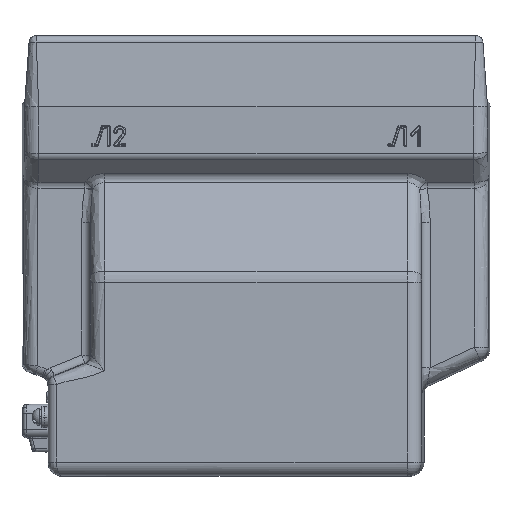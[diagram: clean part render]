
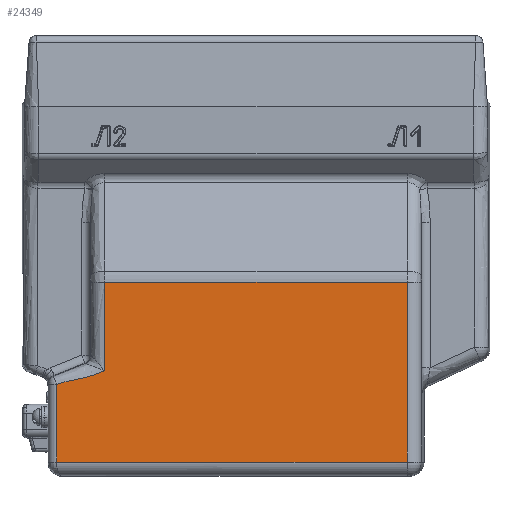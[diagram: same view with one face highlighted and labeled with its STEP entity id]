
A CAD part, top view. The second image highlights one B-rep face of the part: STEP entity #24349.
In plain terms, the highlighted planar face has unit normal (0, 0, 1).
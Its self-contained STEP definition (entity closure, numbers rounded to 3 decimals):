
#10678 = CARTESIAN_POINT ( 'NONE',  ( 23., 8., 74. ) ) ;
#10683 = PLANE ( 'NONE',  #40994 ) ;
#10686 = DIRECTION ( 'NONE',  ( 0., 0., 1. ) ) ;
#10687 = DIRECTION ( 'NONE',  ( 1., 0., 0. ) ) ;
#12855 = ORIENTED_EDGE ( 'NONE', *, *, #27579, .T. ) ;
#12856 = ORIENTED_EDGE ( 'NONE', *, *, #27598, .T. ) ;
#12857 = ORIENTED_EDGE ( 'NONE', *, *, #27595, .T. ) ;
#12858 = ORIENTED_EDGE ( 'NONE', *, *, #27584, .T. ) ;
#12859 = ORIENTED_EDGE ( 'NONE', *, *, #27607, .T. ) ;
#12860 = ORIENTED_EDGE ( 'NONE', *, *, #27600, .T. ) ;
#14494 = VERTEX_POINT ( 'NONE', #37608 ) ;
#14495 = VERTEX_POINT ( 'NONE', #37610 ) ;
#14501 = VERTEX_POINT ( 'NONE', #37622 ) ;
#14502 = VERTEX_POINT ( 'NONE', #37624 ) ;
#14503 = VERTEX_POINT ( 'NONE', #37626 ) ;
#14504 = VERTEX_POINT ( 'NONE', #37628 ) ;
#22639 = LINE ( 'NONE', #33755, #22647 ) ;
#22647 = VECTOR ( 'NONE', #33756, 1000. ) ;
#22651 = LINE ( 'NONE', #33785, #22653 ) ;
#22653 = VECTOR ( 'NONE', #33786, 1000. ) ;
#22662 = VECTOR ( 'NONE', #35568, 1000. ) ;
#22664 = LINE ( 'NONE', #35566, #22662 ) ;
#22667 = VECTOR ( 'NONE', #35653, 1000. ) ;
#22669 = LINE ( 'NONE', #35619, #22667 ) ;
#24349 = ADVANCED_FACE ( 'NONE', ( #46600 ), #10683, .T. ) ;
#27579 = EDGE_CURVE ( 'NONE', #14502, #14503, #22639, .T. ) ;
#27584 = EDGE_CURVE ( 'NONE', #14501, #14494, #22651, .T. ) ;
#27595 = EDGE_CURVE ( 'NONE', #14504, #14501, #34898, .T. ) ;
#27598 = EDGE_CURVE ( 'NONE', #14503, #14504, #34903, .T. ) ;
#27600 = EDGE_CURVE ( 'NONE', #14495, #14502, #22664, .T. ) ;
#27607 = EDGE_CURVE ( 'NONE', #14494, #14495, #22669, .T. ) ;
#29581 = EDGE_LOOP ( 'NONE', ( #12855, #12856, #12857, #12858, #12859, #12860 ) ) ;
#33755 = CARTESIAN_POINT ( 'NONE',  ( 23., 111.621, 74. ) ) ;
#33756 = DIRECTION ( 'NONE',  ( -1., 0., 0. ) ) ;
#33785 = CARTESIAN_POINT ( 'NONE',  ( 20., 8., 74. ) ) ;
#33786 = DIRECTION ( 'NONE',  ( 0., -1., 0. ) ) ;
#33812 = CARTESIAN_POINT ( 'NONE',  ( 47.793, 60.724, 74. ) ) ;
#34898 = B_SPLINE_CURVE_WITH_KNOTS ( 'NONE', 3,
 ( #33812, #35472, #35474, #35476, #35478, #35480, #35482 ),
 .UNSPECIFIED., .F., .F.,
 ( 4, 3, 4 ),
 ( 0.667, 0.728, 1. ),
 .UNSPECIFIED. ) ;
#34903 = B_SPLINE_CURVE_WITH_KNOTS ( 'NONE', 3,
 ( #35494, #35511, #35513, #35515, #35517, #35519, #35521 ),
 .UNSPECIFIED., .F., .F.,
 ( 4, 3, 4 ),
 ( 0., 0.299, 0.333 ),
 .UNSPECIFIED. ) ;
#35472 = CARTESIAN_POINT ( 'NONE',  ( 46.16, 60.071, 74. ) ) ;
#35474 = CARTESIAN_POINT ( 'NONE',  ( 44.527, 59.417, 74. ) ) ;
#35476 = CARTESIAN_POINT ( 'NONE',  ( 42.894, 58.764, 74. ) ) ;
#35478 = CARTESIAN_POINT ( 'NONE',  ( 35.625, 55.856, 74. ) ) ;
#35480 = CARTESIAN_POINT ( 'NONE',  ( 27.27, 55.662, 74. ) ) ;
#35482 = CARTESIAN_POINT ( 'NONE',  ( 20., 52.754, 74. ) ) ;
#35494 = CARTESIAN_POINT ( 'NONE',  ( 47.793, 111.621, 74. ) ) ;
#35511 = CARTESIAN_POINT ( 'NONE',  ( 47.793, 96.414, 74. ) ) ;
#35513 = CARTESIAN_POINT ( 'NONE',  ( 47.793, 81.207, 74. ) ) ;
#35515 = CARTESIAN_POINT ( 'NONE',  ( 47.793, 66., 74. ) ) ;
#35517 = CARTESIAN_POINT ( 'NONE',  ( 47.793, 64.241, 74. ) ) ;
#35519 = CARTESIAN_POINT ( 'NONE',  ( 47.793, 62.482, 74. ) ) ;
#35521 = CARTESIAN_POINT ( 'NONE',  ( 47.793, 60.724, 74. ) ) ;
#35566 = CARTESIAN_POINT ( 'NONE',  ( 222.207, 115., 74. ) ) ;
#35568 = DIRECTION ( 'NONE',  ( 0., 1., 0. ) ) ;
#35619 = CARTESIAN_POINT ( 'NONE',  ( 230., 8., 74. ) ) ;
#35653 = DIRECTION ( 'NONE',  ( 1., 0., 0. ) ) ;
#37608 = CARTESIAN_POINT ( 'NONE',  ( 20., 8., 74. ) ) ;
#37610 = CARTESIAN_POINT ( 'NONE',  ( 222.207, 8., 74. ) ) ;
#37622 = CARTESIAN_POINT ( 'NONE',  ( 20., 52.754, 74. ) ) ;
#37624 = CARTESIAN_POINT ( 'NONE',  ( 222.207, 111.621, 74. ) ) ;
#37626 = CARTESIAN_POINT ( 'NONE',  ( 47.793, 111.621, 74. ) ) ;
#37628 = CARTESIAN_POINT ( 'NONE',  ( 47.793, 60.724, 74. ) ) ;
#40994 = AXIS2_PLACEMENT_3D ( 'NONE', #10678, #10686, #10687 ) ;
#46600 = FACE_OUTER_BOUND ( 'NONE', #29581, .T. ) ;
